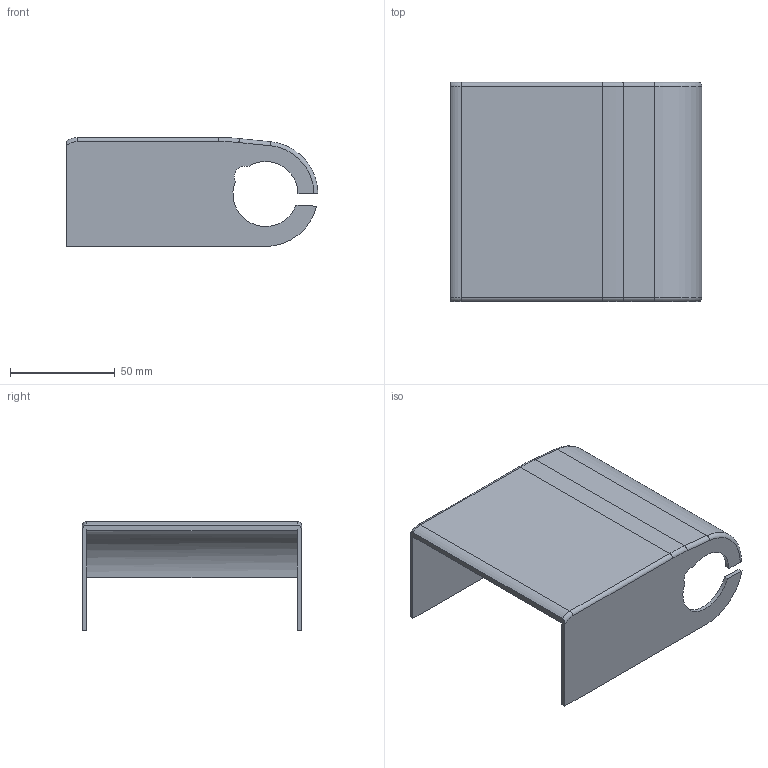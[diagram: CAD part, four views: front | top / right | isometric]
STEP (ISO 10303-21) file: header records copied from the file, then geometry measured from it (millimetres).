
FILE_DESCRIPTION(('CATIA V5 STEP Exchange','CAx-IF Rec.Pracs.--- Model Styling and Organization---1.4--- 2014-01-23'),'2;1');
FILE_NAME('638032_D000023_A-MOD-8.stp','2020-01-03T09:58:26+00:00',('none'),('none'),'CATIA Version 5-6 Release 2017 SP3','CATIA V5 STEP AP214','none');
FILE_SCHEMA(('AUTOMOTIVE_DESIGN { 1 0 10303 214 1 1 1 1 }'));
Length unit declared in the file: millimetre
Products named in the file (1): D000023_A-MOD-8
Bounding box: 120 x 104.4 x 51.9 mm (x, y, z)
Volume: 46953.6 mm3; surface area: 48335.6 mm2
Topology: 1 solids, 1 shells, 40 faces, 106 edges, 68 vertices
Faces by surface type: cylinder 20, plane 14, torus 6
Entity records: 1262 total; most frequent: CARTESIAN_POINT 293, ORIENTED_EDGE 212, DIRECTION 161, EDGE_CURVE 106, AXIS2_PLACEMENT_3D 74, VERTEX_POINT 68, VECTOR 55, LINE 55
